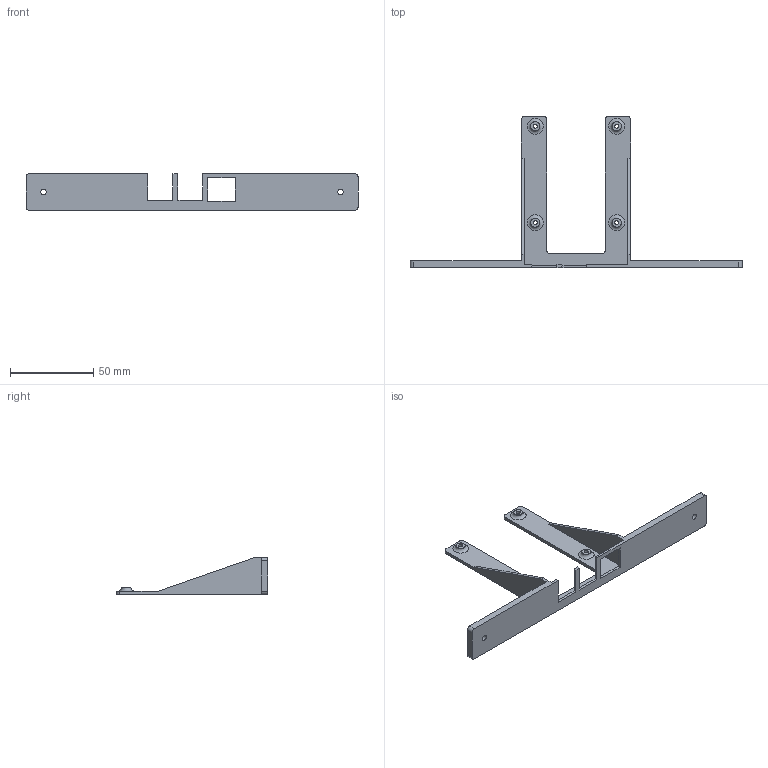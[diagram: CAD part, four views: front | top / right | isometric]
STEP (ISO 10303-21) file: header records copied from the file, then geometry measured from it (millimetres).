
FILE_DESCRIPTION(('HOOPS Exchange Step'),'2;1');
FILE_NAME('temp_export','2025-09-13T18:28:50+02:00',('cb'),('Shapr3D Limited'),'HOOPS Exchange 2025.5','Shapr3D','Authorized');
FILE_SCHEMA( ('AP242_MANAGED_MODEL_BASED_3D_ENGINEERING_MIM_LF {1 0 10303 442 1 1 4}') );
Length unit declared in the file: millimetre
Products named in the file (1): 0.5U-RPi4-Tray
Bounding box: 199.8 x 91.1 x 22.2 mm (x, y, z)
Volume: 21726.1 mm3; surface area: 18620.1 mm2
Topology: 1 solids, 1 shells, 64 faces, 175 edges, 117 vertices
Faces by surface type: plane 40, cylinder 20, torus 4
Full cylindrical faces by diameter (mm): 2.4 x4, 3.3 x2, 5.5 x4
Entity records: 2104 total; most frequent: DIRECTION 360, CARTESIAN_POINT 358, ORIENTED_EDGE 350, EDGE_CURVE 175, VECTOR 122, LINE 122, AXIS2_PLACEMENT_3D 119, VERTEX_POINT 117
